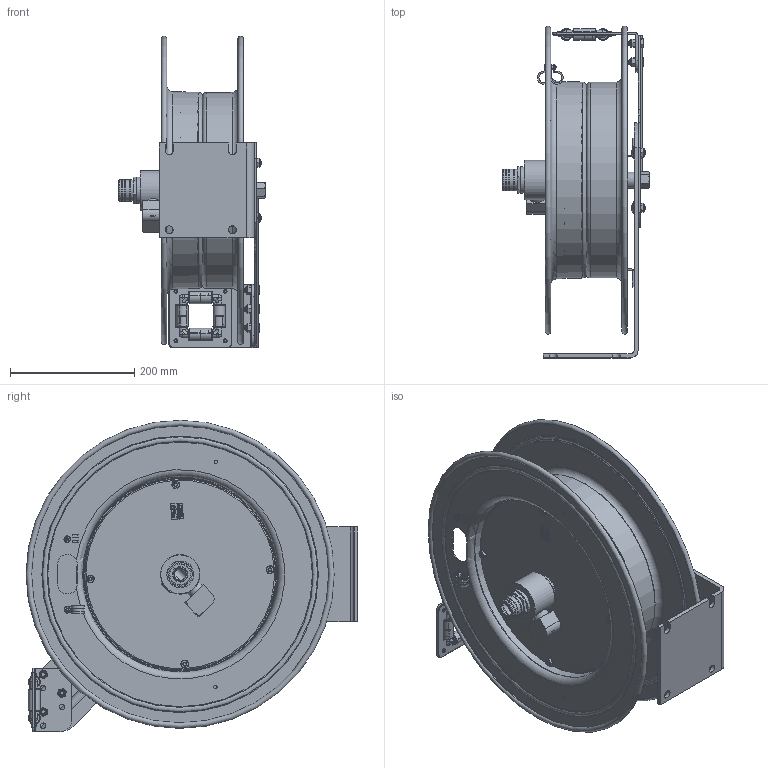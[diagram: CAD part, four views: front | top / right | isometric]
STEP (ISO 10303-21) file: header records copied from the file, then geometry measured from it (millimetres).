
FILE_DESCRIPTION(/* description */ (''),/* implementation_level */ '2;1');
FILE_NAME(/* name */ 'SHL-N-525_SHARED.stp',/* time_stamp */ '2020-01-28T13:37:18-07:00',/* author */ ('NMelton'),/* organization */ (''),/* preprocessor_version */ 'ST-DEVELOPER v17',/* originating_system */ 'Autodesk Inventor 2019',/* authorisation */ '');
FILE_SCHEMA (('AUTOMOTIVE_DESIGN { 1 0 10303 214 3 1 1 }'));
Products named in the file (1): SHL-N-525_SHARED
Bounding box: 236.22 x 533.62 x 500.65 mm (x, y, z)
Surface area: 1564835.9 mm2 (no closed solid volume)
Topology: 0 solids, 142 shells, 2829 faces, 11715 edges, 8595 vertices
Faces by surface type: plane 1434, cylinder 571, bspline 551, cone 185, torus 61, sphere 27
Full cylindrical faces by diameter (mm): 2.54 x1, 3.048 x1, 3.962 x2, 4.699 x4, 4.826 x2, 4.978 x3, 5.08 x1, 5.182 x2, 5.556 x1, 5.588 x6, 6.35 x11, 7.938 x3, 8.731 x8, 10.414 x1, 11.43 x3, 12.192 x6, 12.7 x2, 13.462 x1, 15.875 x1, 19.05 x7, 24.765 x1, 25.362 x1, 28.575 x1, 31.674 x1, 32.791 x2, 33.528 x1, 34.544 x4, 39.624 x1, 42.926 x1, 63.5 x1
Entity records: 128591 total; most frequent: CARTESIAN_POINT 36552, ORIENTED_EDGE 17446, DIRECTION 16028, EDGE_CURVE 11687, VERTEX_POINT 8595, LINE 6782, VECTOR 6782, AXIS2_PLACEMENT_3D 4623
